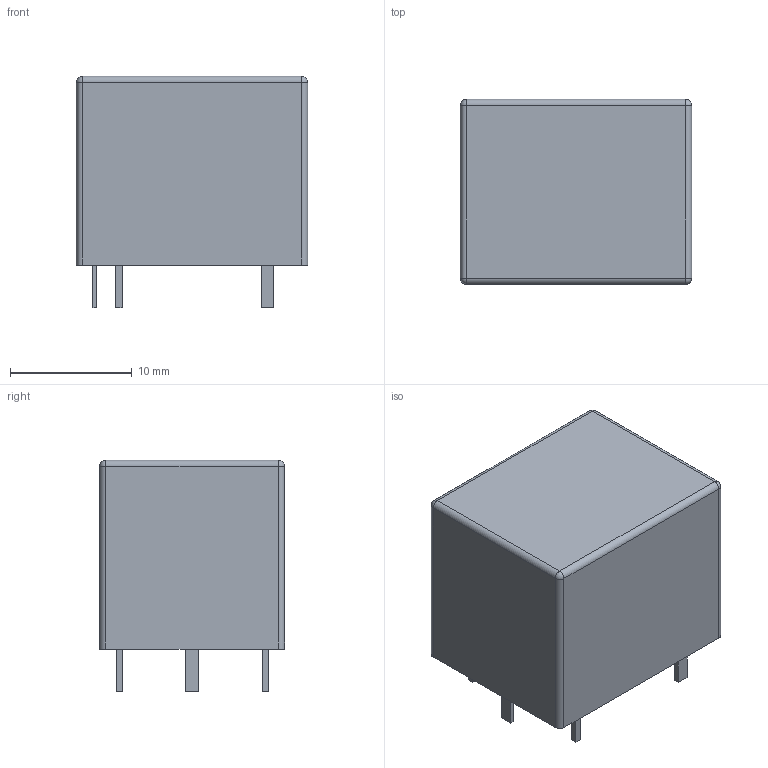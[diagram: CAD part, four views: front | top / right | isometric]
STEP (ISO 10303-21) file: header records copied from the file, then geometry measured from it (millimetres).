
FILE_DESCRIPTION (( 'STEP AP214' ), '1' );
FILE_NAME ('RELAYS-TH_HF3F-XX-1HS1-XXX.step', '2022-07-09T14:28:48', ( '' ), ( '' ), 'SwSTEP 2.0', 'SolidWorks 2020', '' );
FILE_SCHEMA (( 'AUTOMOTIVE_DESIGN' ));
Length unit declared in the file: millimetre
Products named in the file (1): RELAYS-TH_HF3F-XX-1HS1-XXX
Bounding box: 19 x 15.21 x 19 mm (x, y, z)
Volume: 4473.3 mm3; surface area: 1648.1 mm2
Topology: 1 solids, 1 shells, 321 faces, 859 edges, 566 vertices
Faces by surface type: plane 197, bspline 112, cylinder 8, sphere 4
Entity records: 13733 total; most frequent: CARTESIAN_POINT 3847, ORIENTED_EDGE 1710, DIRECTION 1063, EDGE_CURVE 855, VECTOR 611, LINE 611, VERTEX_POINT 566, EDGE_LOOP 351
